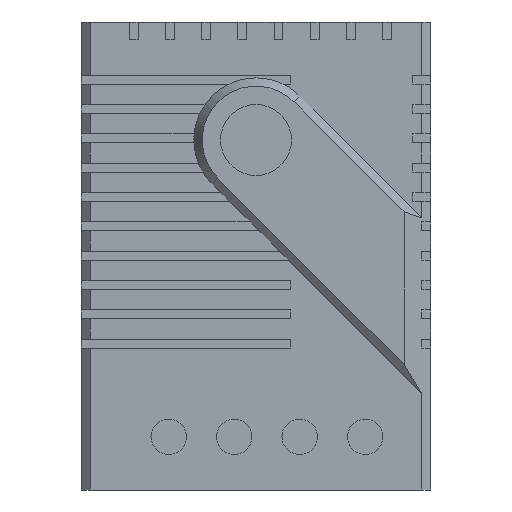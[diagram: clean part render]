
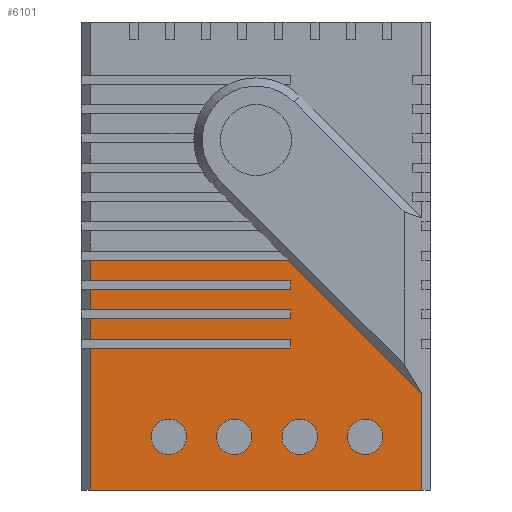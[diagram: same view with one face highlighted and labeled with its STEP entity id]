
A CAD part, front view. The second image highlights one B-rep face of the part: STEP entity #6101.
In plain terms, the highlighted planar face has unit normal (0, -1, 0).
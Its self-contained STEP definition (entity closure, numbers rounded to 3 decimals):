
#1960=CARTESIAN_POINT('POS741',(-23.73,-15.79,0.));
#1961=DIRECTION('DIR1030',(0.,0.,1.));
#1962=VECTOR('VEC452',#1961,1.);
#1963=LINE('STRAIGHT452',#1960,#1962);
#3940=CARTESIAN_POINT('POS984',(23.73,-15.79,0.));
#3941=DIRECTION('DIR1332',(0.,0.,1.));
#3942=VECTOR('VEC636',#3941,1.);
#3943=LINE('STRAIGHT636',#3940,#3942);
#4883=CARTESIAN_POINT('POINT688',(-23.73,-15.79,20.32));
#4884=VERTEX_POINT('VERTEX688',#4883);
#4892=CARTESIAN_POINT('POINT689',(-23.73,-15.79,0.));
#4893=VERTEX_POINT('VERTEX689',#4892);
#4900=EDGE_CURVE('EDGE1020',#4893,#4884,#1963,.T.);
#4906=CARTESIAN_POINT('POINT690',(5.,-15.79,
   20.32));
#4907=VERTEX_POINT('VERTEX690',#4906);
#4908=CARTESIAN_POINT('POS1082',(6.865,-15.79,
   20.32));
#4909=DIRECTION('DIR1457',(-1.,0.,0.));
#4910=VECTOR('VEC707',#4909,25.4);
#4911=LINE('STRAIGHT707',#4908,#4910);
#4912=EDGE_CURVE('EDGE1021',#4907,#4884,#4911,.T.);
#4930=CARTESIAN_POINT('POINT691',(5.,-15.79,
   21.59));
#4931=VERTEX_POINT('VERTEX691',#4930);
#4932=CARTESIAN_POINT('POS1085',(5.,-15.79,
   10.478));
#4933=DIRECTION('DIR1461',(0.,0.,-1.));
#4934=VECTOR('VEC709',#4933,25.4);
#4935=LINE('STRAIGHT709',#4932,#4934);
#4936=EDGE_CURVE('EDGE1023',#4931,#4907,#4935,.T.);
#4954=CARTESIAN_POINT('POINT692',(-23.73,-15.79,21.59));
#4955=VERTEX_POINT('VERTEX692',#4954);
#4965=CARTESIAN_POINT('POS1089',(6.865,-15.79,
   21.59));
#4966=DIRECTION('DIR1466',(1.,0.,0.));
#4967=VECTOR('VEC712',#4966,25.4);
#4968=LINE('STRAIGHT712',#4965,#4967);
#4969=EDGE_CURVE('EDGE1026',#4955,#4931,#4968,.T.);
#4980=CARTESIAN_POINT('POINT693',(-23.73,-15.79,
   24.519));
#4981=VERTEX_POINT('VERTEX693',#4980);
#4982=EDGE_CURVE('EDGE1027',#4955,#4981,#1963,.T.);
#4995=CARTESIAN_POINT('POINT694',(5.,-15.79,
   24.519));
#4996=VERTEX_POINT('VERTEX694',#4995);
#4997=CARTESIAN_POINT('POS1092',(6.865,-15.79,
   24.519));
#4998=DIRECTION('DIR1470',(-1.,0.,0.));
#4999=VECTOR('VEC714',#4998,25.4);
#5000=LINE('STRAIGHT714',#4997,#4999);
#5001=EDGE_CURVE('EDGE1029',#4996,#4981,#5000,.T.);
#5019=CARTESIAN_POINT('POINT695',(5.,-15.79,
   25.789));
#5020=VERTEX_POINT('VERTEX695',#5019);
#5021=CARTESIAN_POINT('POS1095',(5.,-15.79,
   12.577));
#5022=DIRECTION('DIR1474',(0.,0.,-1.));
#5023=VECTOR('VEC716',#5022,25.4);
#5024=LINE('STRAIGHT716',#5021,#5023);
#5025=EDGE_CURVE('EDGE1031',#5020,#4996,#5024,.T.);
#5043=CARTESIAN_POINT('POINT696',(-23.73,-15.79,
   25.789));
#5044=VERTEX_POINT('VERTEX696',#5043);
#5054=CARTESIAN_POINT('POS1099',(6.865,-15.79,
   25.789));
#5055=DIRECTION('DIR1479',(1.,0.,0.));
#5056=VECTOR('VEC719',#5055,25.4);
#5057=LINE('STRAIGHT719',#5054,#5056);
#5058=EDGE_CURVE('EDGE1034',#5044,#5020,#5057,.T.);
#5069=CARTESIAN_POINT('POINT697',(-23.73,-15.79,
   28.718));
#5070=VERTEX_POINT('VERTEX697',#5069);
#5071=EDGE_CURVE('EDGE1035',#5044,#5070,#1963,.T.);
#5084=CARTESIAN_POINT('POINT698',(5.,-15.79,
   28.718));
#5085=VERTEX_POINT('VERTEX698',#5084);
#5086=CARTESIAN_POINT('POS1102',(6.865,-15.79,
   28.718));
#5087=DIRECTION('DIR1483',(-1.,0.,0.));
#5088=VECTOR('VEC721',#5087,25.4);
#5089=LINE('STRAIGHT721',#5086,#5088);
#5090=EDGE_CURVE('EDGE1037',#5085,#5070,#5089,.T.);
#5108=CARTESIAN_POINT('POINT699',(5.,-15.79,
   29.988));
#5109=VERTEX_POINT('VERTEX699',#5108);
#5110=CARTESIAN_POINT('POS1105',(5.,-15.79,
   14.676));
#5111=DIRECTION('DIR1487',(0.,0.,-1.));
#5112=VECTOR('VEC723',#5111,25.4);
#5113=LINE('STRAIGHT723',#5110,#5112);
#5114=EDGE_CURVE('EDGE1039',#5109,#5085,#5113,.T.);
#5132=CARTESIAN_POINT('POINT700',(-23.73,-15.79,
   29.988));
#5133=VERTEX_POINT('VERTEX700',#5132);
#5143=CARTESIAN_POINT('POS1109',(6.865,-15.79,
   29.988));
#5144=DIRECTION('DIR1492',(1.,0.,0.));
#5145=VECTOR('VEC726',#5144,25.4);
#5146=LINE('STRAIGHT726',#5143,#5145);
#5147=EDGE_CURVE('EDGE1042',#5133,#5109,#5146,.T.);
#5158=CARTESIAN_POINT('POINT701',(-23.73,-15.79,
   32.917));
#5159=VERTEX_POINT('VERTEX701',#5158);
#5160=EDGE_CURVE('EDGE1043',#5133,#5159,#1963,.T.);
#5173=CARTESIAN_POINT('POINT702',(4.62,-15.79,
   32.917));
#5174=VERTEX_POINT('VERTEX702',#5173);
#5175=CARTESIAN_POINT('POS1112',(6.865,-15.79,
   32.917));
#5176=DIRECTION('DIR1496',(-1.,0.,0.));
#5177=VECTOR('VEC728',#5176,25.4);
#5178=LINE('STRAIGHT728',#5175,#5177);
#5179=EDGE_CURVE('EDGE1045',#5174,#5159,#5178,.T.);
#5198=CARTESIAN_POINT('POINT703',(18.165,-15.79,7.62));
#5199=VERTEX_POINT('VERTEX703',#5198);
#5206=CARTESIAN_POINT('POINT704',(13.085,-15.79,7.62));
#5207=VERTEX_POINT('VERTEX704',#5206);
#5208=CARTESIAN_POINT('POS1116',(15.625,-15.79,7.62));
#5209=DIRECTION('DIR1501',(0.,1.,0.));
#5210=DIRECTION('DIR1502',(1.,0.,0.));
#5211=AXIS2_PLACEMENT_3D('AXIS386',#5208,#5209,#5210);
#5212=CIRCLE('ELLIPSE95',#5211,2.54);
#5213=EDGE_CURVE('EDGE1048',#5207,#5199,#5212,.T.);
#5233=EDGE_CURVE('EDGE1050',#5199,#5207,#5212,.T.);
#5238=CARTESIAN_POINT('POINT705',(8.79,-15.79,7.62));
#5239=VERTEX_POINT('VERTEX705',#5238);
#5246=CARTESIAN_POINT('POINT706',(3.71,-15.79,7.62));
#5247=VERTEX_POINT('VERTEX706',#5246);
#5248=CARTESIAN_POINT('POS1120',(6.25,-15.79,7.62));
#5249=DIRECTION('DIR1507',(0.,1.,0.));
#5250=DIRECTION('DIR1508',(1.,0.,0.));
#5251=AXIS2_PLACEMENT_3D('AXIS388',#5248,#5249,#5250);
#5252=CIRCLE('ELLIPSE96',#5251,2.54);
#5253=EDGE_CURVE('EDGE1052',#5247,#5239,#5252,.T.);
#5273=EDGE_CURVE('EDGE1054',#5239,#5247,#5252,.T.);
#5278=CARTESIAN_POINT('POINT707',(-0.585,-15.79,7.62));
#5279=VERTEX_POINT('VERTEX707',#5278);
#5286=CARTESIAN_POINT('POINT708',(-5.665,-15.79,7.62));
#5287=VERTEX_POINT('VERTEX708',#5286);
#5288=CARTESIAN_POINT('POS1124',(-3.125,-15.79,7.62));
#5289=DIRECTION('DIR1513',(0.,1.,0.));
#5290=DIRECTION('DIR1514',(1.,0.,0.));
#5291=AXIS2_PLACEMENT_3D('AXIS390',#5288,#5289,#5290);
#5292=CIRCLE('ELLIPSE97',#5291,2.54);
#5293=EDGE_CURVE('EDGE1056',#5287,#5279,#5292,.T.);
#5313=EDGE_CURVE('EDGE1058',#5279,#5287,#5292,.T.);
#5318=CARTESIAN_POINT('POINT709',(-9.96,-15.79,7.62));
#5319=VERTEX_POINT('VERTEX709',#5318);
#5326=CARTESIAN_POINT('POINT710',(-15.04,-15.79,7.62));
#5327=VERTEX_POINT('VERTEX710',#5326);
#5328=CARTESIAN_POINT('POS1128',(-12.5,-15.79,7.62));
#5329=DIRECTION('DIR1519',(0.,1.,0.));
#5330=DIRECTION('DIR1520',(1.,0.,0.));
#5331=AXIS2_PLACEMENT_3D('AXIS392',#5328,#5329,#5330);
#5332=CIRCLE('ELLIPSE98',#5331,2.54);
#5333=EDGE_CURVE('EDGE1060',#5327,#5319,#5332,.T.);
#5353=EDGE_CURVE('EDGE1062',#5319,#5327,#5332,.T.);
#5359=CARTESIAN_POINT('POS1131',(-6.286,-15.79,
   43.823));
#5360=DIRECTION('DIR1524',(0.707,0.,
   -0.707));
#5361=VECTOR('VEC738',#5360,1.);
#5362=LINE('STRAIGHT738',#5359,#5361);
#5382=CARTESIAN_POINT('POS1133',(23.73,-15.79,0.));
#5383=DIRECTION('DIR1527',(0.,-1.,0.));
#5384=DIRECTION('DIR1528',(1.,0.,0.));
#5385=AXIS2_PLACEMENT_3D('AXIS395',#5382,#5383,#5384);
#5386=PLANE('PLANE243',#5385);
#6035=CARTESIAN_POINT('POINT737',(23.73,-15.79,0.));
#6036=VERTEX_POINT('VERTEX737',#6035);
#6043=CARTESIAN_POINT('POS1184',(-23.73,-15.79,0.));
#6044=DIRECTION('DIR1592',(1.,0.,0.));
#6045=VECTOR('VEC776',#6044,1.);
#6046=LINE('STRAIGHT776',#6043,#6045);
#6047=EDGE_CURVE('EDGE1126',#4893,#6036,#6046,.T.);
#6062=ORIENTED_EDGE('COEDGE2190',*,*,#5353,.T.);
#6063=ORIENTED_EDGE('COEDGE2191',*,*,#5333,.T.);
#6064=EDGE_LOOP('NONE',(#6062,#6063));
#6065=FACE_BOUND('LOOP1',#6064,.T.);
#6066=ORIENTED_EDGE('COEDGE2192',*,*,#5313,.T.);
#6067=ORIENTED_EDGE('COEDGE2193',*,*,#5293,.T.);
#6068=EDGE_LOOP('NONE',(#6066,#6067));
#6069=FACE_BOUND('LOOP1',#6068,.T.);
#6070=ORIENTED_EDGE('COEDGE2194',*,*,#5273,.T.);
#6071=ORIENTED_EDGE('COEDGE2195',*,*,#5253,.T.);
#6072=EDGE_LOOP('NONE',(#6070,#6071));
#6073=FACE_BOUND('LOOP1',#6072,.T.);
#6074=ORIENTED_EDGE('COEDGE2196',*,*,#5233,.T.);
#6075=ORIENTED_EDGE('COEDGE2197',*,*,#5213,.T.);
#6076=EDGE_LOOP('NONE',(#6074,#6075));
#6077=FACE_BOUND('LOOP1',#6076,.T.);
#6078=CARTESIAN_POINT('POINT738',(23.73,-15.79,
   13.807));
#6079=VERTEX_POINT('VERTEX738',#6078);
#6080=EDGE_CURVE('EDGE1127',#5174,#6079,#5362,.T.);
#6081=ORIENTED_EDGE('COEDGE2198',*,*,#6080,.F.);
#6082=ORIENTED_EDGE('COEDGE2199',*,*,#5179,.T.);
#6083=ORIENTED_EDGE('COEDGE2200',*,*,#5160,.F.);
#6084=ORIENTED_EDGE('COEDGE2201',*,*,#5147,.T.);
#6085=ORIENTED_EDGE('COEDGE2202',*,*,#5114,.T.);
#6086=ORIENTED_EDGE('COEDGE2203',*,*,#5090,.T.);
#6087=ORIENTED_EDGE('COEDGE2204',*,*,#5071,.F.);
#6088=ORIENTED_EDGE('COEDGE2205',*,*,#5058,.T.);
#6089=ORIENTED_EDGE('COEDGE2206',*,*,#5025,.T.);
#6090=ORIENTED_EDGE('COEDGE2207',*,*,#5001,.T.);
#6091=ORIENTED_EDGE('COEDGE2208',*,*,#4982,.F.);
#6092=ORIENTED_EDGE('COEDGE2209',*,*,#4969,.T.);
#6093=ORIENTED_EDGE('COEDGE2210',*,*,#4936,.T.);
#6094=ORIENTED_EDGE('COEDGE2211',*,*,#4912,.T.);
#6095=ORIENTED_EDGE('COEDGE2212',*,*,#4900,.F.);
#6096=ORIENTED_EDGE('COEDGE2213',*,*,#6047,.T.);
#6097=EDGE_CURVE('EDGE1128',#6036,#6079,#3943,.T.);
#6098=ORIENTED_EDGE('COEDGE2214',*,*,#6097,.T.);
#6099=EDGE_LOOP('NONE',(#6081,#6082,#6083,#6084,#6085,#6086,#6087,#6088,
   #6089,#6090,#6091,#6092,#6093,#6094,#6095,#6096,#6098));
#6100=FACE_BOUND('LOOP1',#6099,.T.);
#6101=ADVANCED_FACE('FACE431',(#6065,#6069,#6073,#6077,#6100),#5386,.T.)
   ;
